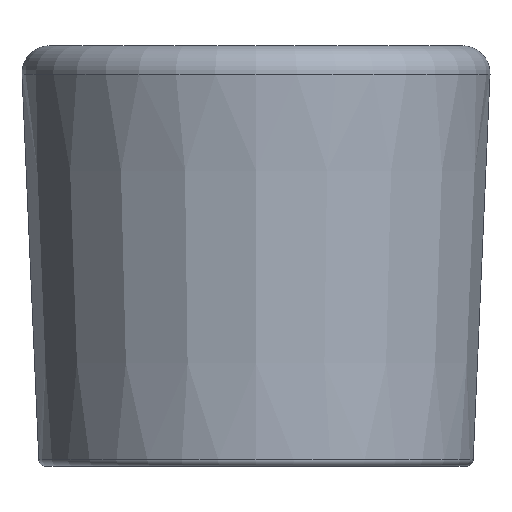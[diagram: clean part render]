
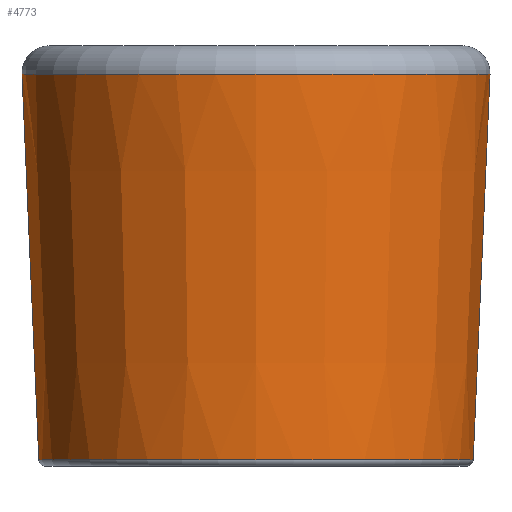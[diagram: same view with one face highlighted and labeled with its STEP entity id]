
A CAD part, front view. The second image highlights one B-rep face of the part: STEP entity #4773.
In plain terms, the highlighted conical face has half-angle 2.5 degrees and reference radius 16.642 mm.
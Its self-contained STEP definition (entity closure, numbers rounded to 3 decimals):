
#24 = VECTOR ( 'NONE', #67, 1000. ) ;
#67 = DIRECTION ( 'NONE',  ( 0.044, 0., -0.999 ) ) ;
#284 = ORIENTED_EDGE ( 'NONE', *, *, #2789, .F. ) ;
#318 = VERTEX_POINT ( 'NONE', #2517 ) ;
#379 = AXIS2_PLACEMENT_3D ( 'NONE', #559, #2186, #3803 ) ;
#559 = CARTESIAN_POINT ( 'NONE',  ( 0., 0., -2.087 ) ) ;
#833 = DIRECTION ( 'NONE',  ( 1., 0., 0. ) ) ;
#1262 = VECTOR ( 'NONE', #2487, 1000. ) ;
#1421 = DIRECTION ( 'NONE',  ( 0., 0., 1. ) ) ;
#1634 = LINE ( 'NONE', #2514, #1262 ) ;
#1646 = CARTESIAN_POINT ( 'NONE',  ( -16.021, 0., -30.522 ) ) ;
#1841 = ORIENTED_EDGE ( 'NONE', *, *, #3670, .F. ) ;
#2186 = DIRECTION ( 'NONE',  ( 0., 0., -1. ) ) ;
#2415 = EDGE_LOOP ( 'NONE', ( #1841, #3097, #2489, #284 ) ) ;
#2487 = DIRECTION ( 'NONE',  ( -0.044, 0., -0.999 ) ) ;
#2489 = ORIENTED_EDGE ( 'NONE', *, *, #4386, .T. ) ;
#2514 = CARTESIAN_POINT ( 'NONE',  ( 17.262, 0., -2.087 ) ) ;
#2517 = CARTESIAN_POINT ( 'NONE',  ( 16.021, 0., -30.522 ) ) ;
#2591 = CARTESIAN_POINT ( 'NONE',  ( 0., 0., -16.305 ) ) ;
#2692 = VERTEX_POINT ( 'NONE', #4025 ) ;
#2789 = EDGE_CURVE ( 'NONE', #318, #5148, #4343, .T. ) ;
#3020 = CIRCLE ( 'NONE', #379, 17.262 ) ;
#3097 = ORIENTED_EDGE ( 'NONE', *, *, #4998, .T. ) ;
#3209 = DIRECTION ( 'NONE',  ( 0., 0., -1. ) ) ;
#3360 = AXIS2_PLACEMENT_3D ( 'NONE', #2591, #1421, #4275 ) ;
#3624 = CARTESIAN_POINT ( 'NONE',  ( -17.262, 0., -2.087 ) ) ;
#3670 = EDGE_CURVE ( 'NONE', #4426, #318, #1634, .T. ) ;
#3724 = LINE ( 'NONE', #3624, #24 ) ;
#3803 = DIRECTION ( 'NONE',  ( 1., 0., 0. ) ) ;
#3927 = AXIS2_PLACEMENT_3D ( 'NONE', #4478, #3209, #833 ) ;
#4025 = CARTESIAN_POINT ( 'NONE',  ( -17.262, 0., -2.087 ) ) ;
#4249 = FACE_OUTER_BOUND ( 'NONE', #2415, .T. ) ;
#4275 = DIRECTION ( 'NONE',  ( -1., 0., 0. ) ) ;
#4343 = CIRCLE ( 'NONE', #3927, 16.021 ) ;
#4386 = EDGE_CURVE ( 'NONE', #2692, #5148, #3724, .T. ) ;
#4426 = VERTEX_POINT ( 'NONE', #4948 ) ;
#4478 = CARTESIAN_POINT ( 'NONE',  ( 0., 0., -30.522 ) ) ;
#4773 = ADVANCED_FACE ( 'NONE', ( #4249 ), #5199, .T. ) ;
#4948 = CARTESIAN_POINT ( 'NONE',  ( 17.262, 0., -2.087 ) ) ;
#4998 = EDGE_CURVE ( 'NONE', #4426, #2692, #3020, .T. ) ;
#5148 = VERTEX_POINT ( 'NONE', #1646 ) ;
#5199 = CONICAL_SURFACE ( 'NONE', #3360, 16.642, 0.044 ) ;
